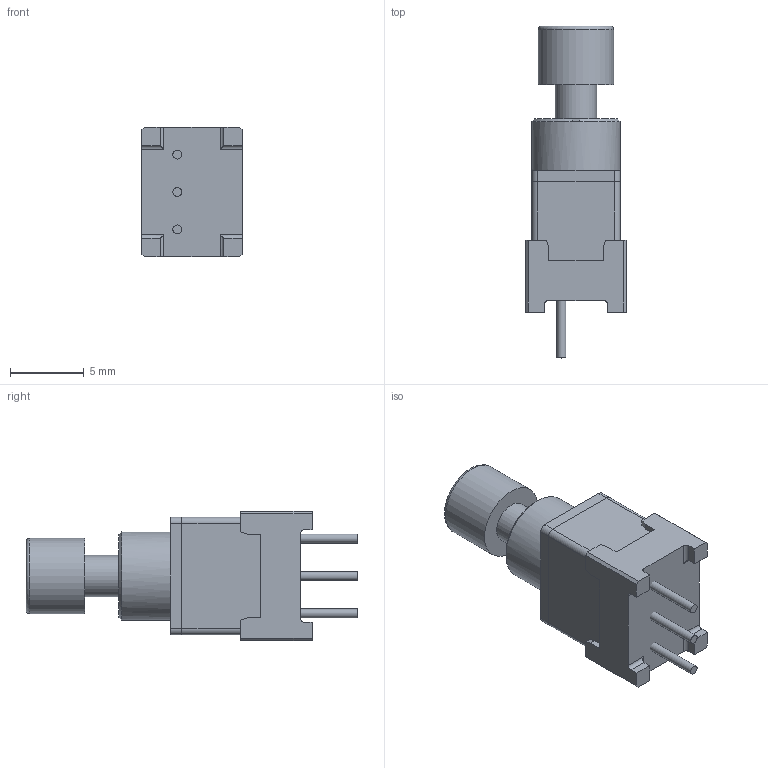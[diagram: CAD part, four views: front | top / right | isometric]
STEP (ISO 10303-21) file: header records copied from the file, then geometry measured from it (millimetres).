
FILE_DESCRIPTION( ( 'STEP AP214' ), '1' );
FILE_NAME( 'BB15AP-FA.stp', '2021-10-19T21:41:38', ( 'License CC BY-ND 4.0' ), ( 'CADENAS' ), ' ', 'PARTsolutions', ' ' );
FILE_SCHEMA( ( 'AUTOMOTIVE_DESIGN { 1 0 10303 214 1 1 1 1 }' ) );
Length unit declared in the file: inch
Products named in the file (6): BB15AP-FA; _BB15-body; _BBA-plunger; _BB15P-terminal; _BB15P-body3; _BB-FA-cap
Assembly tree (5 placements, depth 2):
  BB15AP-FA
    _BB15-body
    _BBA-plunger
    _BB15P-terminal
    _BB15P-body3
    _BB-FA-cap
Bounding box: 6.81 x 22.5 x 8.79 mm (x, y, z)
Volume: 666.5 mm3; surface area: 902.5 mm2
Topology: 5 solids, 5 shells, 106 faces, 263 edges, 172 vertices
Faces by surface type: plane 78, cylinder 25, torus 2, cone 1
Full cylindrical faces by diameter (mm): 0.61 x3, 2.794 x3, 5.105 x1, 5.994 x1
Entity records: 4010 total; most frequent: CARTESIAN_POINT 545, DIRECTION 526, ORIENTED_EDGE 502, EDGE_CURVE 251, LINE 196, VECTOR 196, VERTEX_POINT 170, AXIS2_PLACEMENT_3D 165
